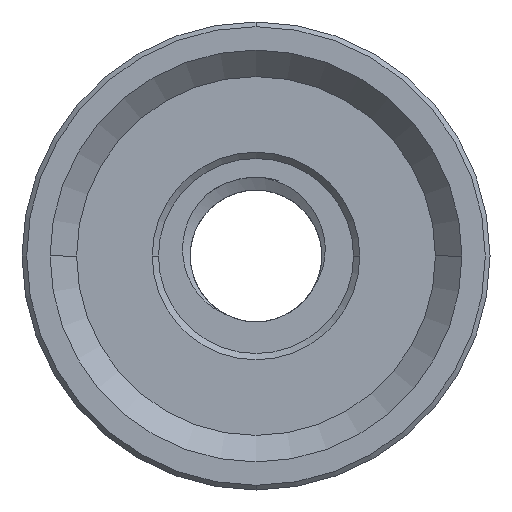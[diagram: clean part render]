
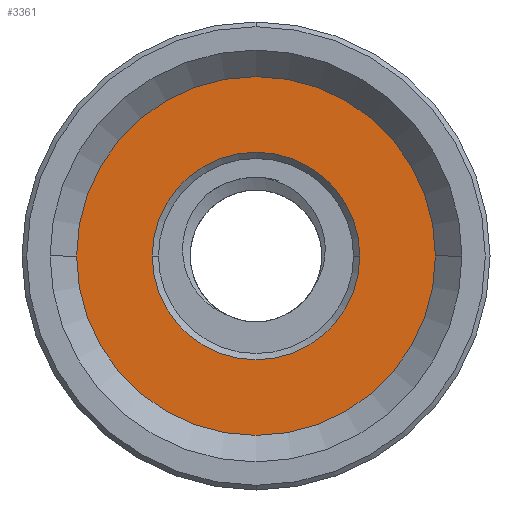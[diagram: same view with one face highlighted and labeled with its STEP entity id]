
A CAD part, front view. The second image highlights one B-rep face of the part: STEP entity #3361.
In plain terms, the highlighted planar face has unit normal (0, -1, 0).
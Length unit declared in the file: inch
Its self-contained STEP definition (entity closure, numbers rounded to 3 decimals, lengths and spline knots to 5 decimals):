
#291 = CIRCLE ( 'NONE', #3990, 0.3325 ) ;
#441 = DIRECTION ( 'NONE',  ( 1., 0., 0. ) ) ;
#1170 = DIRECTION ( 'NONE',  ( 0., -1., 0. ) ) ;
#1385 = EDGE_LOOP ( 'NONE', ( #5265, #2079 ) ) ;
#1475 = CIRCLE ( 'NONE', #5255, 0.3325 ) ;
#1539 = DIRECTION ( 'NONE',  ( 0., 1., 0. ) ) ;
#1605 = VERTEX_POINT ( 'NONE', #5696 ) ;
#1627 = ORIENTED_EDGE ( 'NONE', *, *, #3960, .F. ) ;
#1661 = VERTEX_POINT ( 'NONE', #5180 ) ;
#1853 = VERTEX_POINT ( 'NONE', #5826 ) ;
#1932 = DIRECTION ( 'NONE',  ( 0., 1., 0. ) ) ;
#2079 = ORIENTED_EDGE ( 'NONE', *, *, #2513, .T. ) ;
#2333 = DIRECTION ( 'NONE',  ( 0., 1., 0. ) ) ;
#2425 = DIRECTION ( 'NONE',  ( 0., 1., 0. ) ) ;
#2458 = DIRECTION ( 'NONE',  ( 1., 0., 0. ) ) ;
#2513 = EDGE_CURVE ( 'NONE', #1605, #1853, #291, .T. ) ;
#2695 = EDGE_CURVE ( 'NONE', #1853, #1605, #1475, .T. ) ;
#2903 = CARTESIAN_POINT ( 'NONE',  ( 0., -0.021, 0. ) ) ;
#2944 = EDGE_LOOP ( 'NONE', ( #1627, #3884 ) ) ;
#3056 = FACE_OUTER_BOUND ( 'NONE', #2944, .T. ) ;
#3075 = AXIS2_PLACEMENT_3D ( 'NONE', #4070, #1539, #6047 ) ;
#3163 = CIRCLE ( 'NONE', #5261, 0.575 ) ;
#3361 = ADVANCED_FACE ( 'NONE', ( #6078, #3056 ), #5068, .T. ) ;
#3573 = AXIS2_PLACEMENT_3D ( 'NONE', #4141, #1170, #4110 ) ;
#3619 = CARTESIAN_POINT ( 'NONE',  ( -0.575, -0.021, 0. ) ) ;
#3840 = CARTESIAN_POINT ( 'NONE',  ( 0., -0.021, 0. ) ) ;
#3884 = ORIENTED_EDGE ( 'NONE', *, *, #4389, .F. ) ;
#3960 = EDGE_CURVE ( 'NONE', #5951, #1661, #4546, .T. ) ;
#3990 = AXIS2_PLACEMENT_3D ( 'NONE', #3840, #2333, #441 ) ;
#4070 = CARTESIAN_POINT ( 'NONE',  ( 0., -0.021, 0. ) ) ;
#4110 = DIRECTION ( 'NONE',  ( 1., 0., 0. ) ) ;
#4141 = CARTESIAN_POINT ( 'NONE',  ( 0.575, -0.021, 0. ) ) ;
#4389 = EDGE_CURVE ( 'NONE', #1661, #5951, #3163, .T. ) ;
#4546 = CIRCLE ( 'NONE', #3075, 0.575 ) ;
#5068 = PLANE ( 'NONE',  #3573 ) ;
#5180 = CARTESIAN_POINT ( 'NONE',  ( 0.575, -0.021, 0. ) ) ;
#5255 = AXIS2_PLACEMENT_3D ( 'NONE', #2903, #1932, #2458 ) ;
#5261 = AXIS2_PLACEMENT_3D ( 'NONE', #6432, #2425, #5384 ) ;
#5265 = ORIENTED_EDGE ( 'NONE', *, *, #2695, .T. ) ;
#5384 = DIRECTION ( 'NONE',  ( -1., 0., 0. ) ) ;
#5696 = CARTESIAN_POINT ( 'NONE',  ( -0.3325, -0.021, 0. ) ) ;
#5826 = CARTESIAN_POINT ( 'NONE',  ( 0.3325, -0.021, 0. ) ) ;
#5951 = VERTEX_POINT ( 'NONE', #3619 ) ;
#6047 = DIRECTION ( 'NONE',  ( -1., 0., 0. ) ) ;
#6078 = FACE_BOUND ( 'NONE', #1385, .T. ) ;
#6432 = CARTESIAN_POINT ( 'NONE',  ( 0., -0.021, 0. ) ) ;
